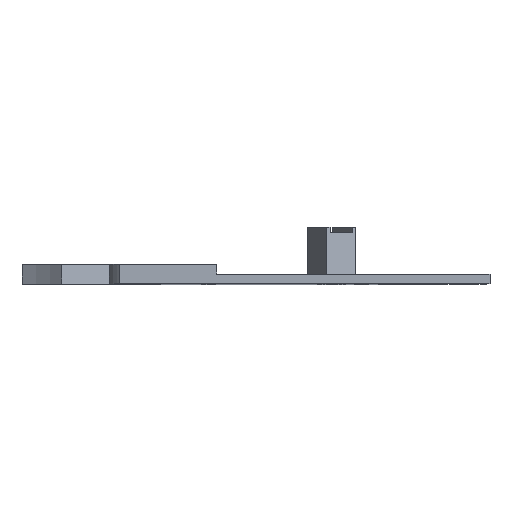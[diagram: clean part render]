
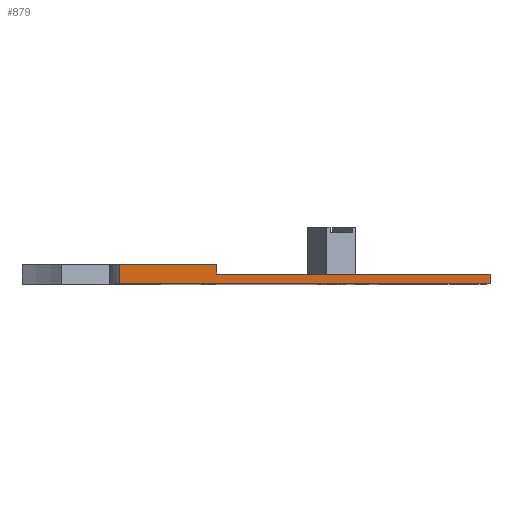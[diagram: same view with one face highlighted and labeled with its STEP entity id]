
A CAD part, top view. The second image highlights one B-rep face of the part: STEP entity #879.
In plain terms, the highlighted planar face has unit normal (0, 0, 1).
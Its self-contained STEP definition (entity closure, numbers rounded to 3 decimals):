
#17 = DIRECTION ( 'NONE',  ( 0., 1., 0. ) ) ;
#20 = CARTESIAN_POINT ( 'NONE',  ( 100., 10., 0. ) ) ;
#35 = ORIENTED_EDGE ( 'NONE', *, *, #373, .T. ) ;
#38 = VECTOR ( 'NONE', #651, 1000. ) ;
#90 = LINE ( 'NONE', #116, #720 ) ;
#116 = CARTESIAN_POINT ( 'NONE',  ( 100., 0., 0. ) ) ;
#128 = EDGE_CURVE ( 'NONE', #250, #1004, #1091, .T. ) ;
#144 = DIRECTION ( 'NONE',  ( 1., 0., 0. ) ) ;
#208 = VECTOR ( 'NONE', #1113, 1000. ) ;
#235 = CARTESIAN_POINT ( 'NONE',  ( 290., 5., 0. ) ) ;
#247 = DIRECTION ( 'NONE',  ( 0., -1., 0. ) ) ;
#250 = VERTEX_POINT ( 'NONE', #931 ) ;
#331 = EDGE_CURVE ( 'NONE', #1313, #1153, #90, .T. ) ;
#373 = EDGE_CURVE ( 'NONE', #1313, #742, #1309, .T. ) ;
#409 = CARTESIAN_POINT ( 'NONE',  ( 290., 5., 0. ) ) ;
#419 = ORIENTED_EDGE ( 'NONE', *, *, #441, .F. ) ;
#441 = EDGE_CURVE ( 'NONE', #483, #742, #1099, .T. ) ;
#483 = VERTEX_POINT ( 'NONE', #409 ) ;
#499 = AXIS2_PLACEMENT_3D ( 'NONE', #780, #665, #1111 ) ;
#651 = DIRECTION ( 'NONE',  ( 0., -1., 0. ) ) ;
#665 = DIRECTION ( 'NONE',  ( 0., 0., -1. ) ) ;
#670 = VECTOR ( 'NONE', #247, 1000. ) ;
#678 = CARTESIAN_POINT ( 'NONE',  ( 0., 10., 0. ) ) ;
#712 = ORIENTED_EDGE ( 'NONE', *, *, #331, .F. ) ;
#720 = VECTOR ( 'NONE', #17, 1000. ) ;
#742 = VERTEX_POINT ( 'NONE', #1114 ) ;
#754 = DIRECTION ( 'NONE',  ( 1., 0., 0. ) ) ;
#773 = FACE_OUTER_BOUND ( 'NONE', #1216, .T. ) ;
#780 = CARTESIAN_POINT ( 'NONE',  ( 0., 5., 0. ) ) ;
#798 = ORIENTED_EDGE ( 'NONE', *, *, #1169, .F. ) ;
#816 = EDGE_CURVE ( 'NONE', #1004, #483, #1230, .T. ) ;
#868 = VECTOR ( 'NONE', #144, 1000. ) ;
#879 = ADVANCED_FACE ( 'NONE', ( #773 ), #1320, .F. ) ;
#881 = LINE ( 'NONE', #678, #208 ) ;
#931 = CARTESIAN_POINT ( 'NONE',  ( 149.9, 10., 0. ) ) ;
#1004 = VERTEX_POINT ( 'NONE', #1401 ) ;
#1010 = CARTESIAN_POINT ( 'NONE',  ( 100., 0., 0. ) ) ;
#1012 = CARTESIAN_POINT ( 'NONE',  ( 149.9, 10., 0. ) ) ;
#1020 = CARTESIAN_POINT ( 'NONE',  ( 0., 5., 0. ) ) ;
#1062 = VECTOR ( 'NONE', #754, 1000. ) ;
#1091 = LINE ( 'NONE', #1012, #670 ) ;
#1099 = LINE ( 'NONE', #235, #38 ) ;
#1111 = DIRECTION ( 'NONE',  ( -1., 0., 0. ) ) ;
#1113 = DIRECTION ( 'NONE',  ( 1., 0., 0. ) ) ;
#1114 = CARTESIAN_POINT ( 'NONE',  ( 290., 0., 0. ) ) ;
#1153 = VERTEX_POINT ( 'NONE', #20 ) ;
#1169 = EDGE_CURVE ( 'NONE', #1153, #250, #881, .T. ) ;
#1210 = ORIENTED_EDGE ( 'NONE', *, *, #816, .F. ) ;
#1216 = EDGE_LOOP ( 'NONE', ( #798, #712, #35, #419, #1210, #1286 ) ) ;
#1230 = LINE ( 'NONE', #1020, #868 ) ;
#1279 = CARTESIAN_POINT ( 'NONE',  ( 0., 0., 0. ) ) ;
#1286 = ORIENTED_EDGE ( 'NONE', *, *, #128, .F. ) ;
#1309 = LINE ( 'NONE', #1279, #1062 ) ;
#1313 = VERTEX_POINT ( 'NONE', #1010 ) ;
#1320 = PLANE ( 'NONE',  #499 ) ;
#1401 = CARTESIAN_POINT ( 'NONE',  ( 149.9, 5., 0. ) ) ;
